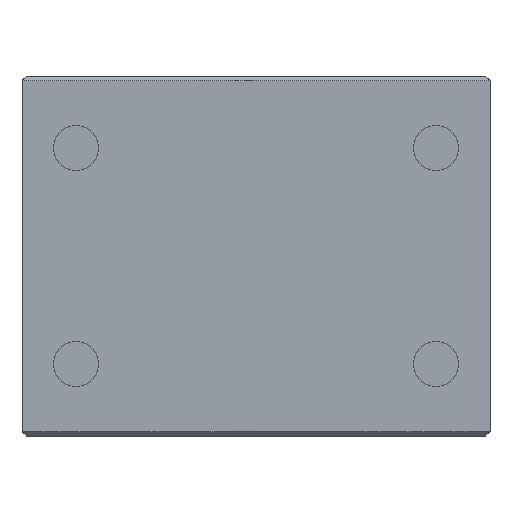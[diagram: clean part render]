
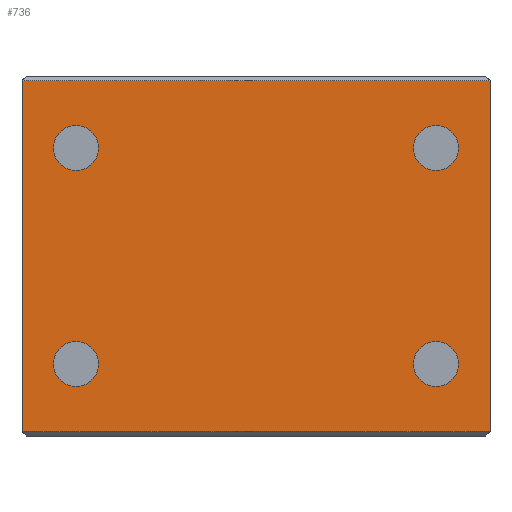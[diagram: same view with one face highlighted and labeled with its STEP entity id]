
A CAD part, front view. The second image highlights one B-rep face of the part: STEP entity #736.
In plain terms, the highlighted planar face has unit normal (0, -1, 0).
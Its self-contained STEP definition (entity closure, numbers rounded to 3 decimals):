
#32=FACE_BOUND('',#161,.T.);
#33=FACE_BOUND('',#162,.T.);
#34=FACE_BOUND('',#163,.T.);
#35=FACE_BOUND('',#164,.T.);
#72=PLANE('',#830);
#112=FACE_OUTER_BOUND('',#160,.T.);
#160=EDGE_LOOP('',(#631,#632,#633,#634));
#161=EDGE_LOOP('',(#635));
#162=EDGE_LOOP('',(#636));
#163=EDGE_LOOP('',(#637));
#164=EDGE_LOOP('',(#638));
#200=LINE('',#1176,#259);
#217=LINE('',#1235,#276);
#225=LINE('',#1249,#284);
#231=LINE('',#1260,#290);
#259=VECTOR('',#950,10.);
#276=VECTOR('',#1007,10.);
#284=VECTOR('',#1023,10.);
#290=VECTOR('',#1039,10.);
#299=CIRCLE('',#761,2.5);
#301=CIRCLE('',#765,2.5);
#303=CIRCLE('',#769,2.5);
#305=CIRCLE('',#773,2.5);
#323=VERTEX_POINT('',#1084);
#325=VERTEX_POINT('',#1091);
#327=VERTEX_POINT('',#1098);
#329=VERTEX_POINT('',#1105);
#352=VERTEX_POINT('',#1166);
#355=VERTEX_POINT('',#1174);
#376=VERTEX_POINT('',#1232);
#377=VERTEX_POINT('',#1234);
#387=EDGE_CURVE('',#323,#323,#299,.T.);
#390=EDGE_CURVE('',#325,#325,#301,.T.);
#393=EDGE_CURVE('',#327,#327,#303,.T.);
#396=EDGE_CURVE('',#329,#329,#305,.T.);
#427=EDGE_CURVE('',#355,#352,#200,.T.);
#456=EDGE_CURVE('',#377,#376,#217,.T.);
#464=EDGE_CURVE('',#377,#355,#225,.T.);
#470=EDGE_CURVE('',#352,#376,#231,.T.);
#631=ORIENTED_EDGE('',*,*,#464,.F.);
#632=ORIENTED_EDGE('',*,*,#456,.T.);
#633=ORIENTED_EDGE('',*,*,#470,.F.);
#634=ORIENTED_EDGE('',*,*,#427,.F.);
#635=ORIENTED_EDGE('',*,*,#387,.T.);
#636=ORIENTED_EDGE('',*,*,#390,.T.);
#637=ORIENTED_EDGE('',*,*,#393,.T.);
#638=ORIENTED_EDGE('',*,*,#396,.T.);
#736=ADVANCED_FACE('',(#112,#32,#33,#34,#35),#72,.T.);
#761=AXIS2_PLACEMENT_3D('',#1085,#851,#852);
#765=AXIS2_PLACEMENT_3D('',#1092,#860,#861);
#769=AXIS2_PLACEMENT_3D('',#1099,#869,#870);
#773=AXIS2_PLACEMENT_3D('',#1106,#878,#879);
#830=AXIS2_PLACEMENT_3D('',#1262,#1041,#1042);
#851=DIRECTION('center_axis',(0.,1.,0.));
#852=DIRECTION('ref_axis',(1.,0.,0.));
#860=DIRECTION('center_axis',(0.,1.,0.));
#861=DIRECTION('ref_axis',(1.,0.,0.));
#869=DIRECTION('center_axis',(0.,1.,0.));
#870=DIRECTION('ref_axis',(1.,0.,0.));
#878=DIRECTION('center_axis',(0.,1.,0.));
#879=DIRECTION('ref_axis',(1.,0.,0.));
#950=DIRECTION('',(0.,0.,1.));
#1007=DIRECTION('',(0.,0.,1.));
#1023=DIRECTION('',(-1.,0.,0.));
#1039=DIRECTION('',(1.,0.,0.));
#1041=DIRECTION('center_axis',(0.,-1.,0.));
#1042=DIRECTION('ref_axis',(1.,0.,0.));
#1084=CARTESIAN_POINT('',(-22.5,-20.,8.));
#1085=CARTESIAN_POINT('Origin',(-20.,-20.,8.));
#1091=CARTESIAN_POINT('',(17.5,-20.,8.));
#1092=CARTESIAN_POINT('Origin',(20.,-20.,8.));
#1098=CARTESIAN_POINT('',(-22.5,-20.,32.));
#1099=CARTESIAN_POINT('Origin',(-20.,-20.,32.));
#1105=CARTESIAN_POINT('',(17.5,-20.,32.));
#1106=CARTESIAN_POINT('Origin',(20.,-20.,32.));
#1166=CARTESIAN_POINT('',(-26.,-20.,39.5));
#1174=CARTESIAN_POINT('',(-26.,-20.,0.5));
#1176=CARTESIAN_POINT('',(-26.,-20.,0.));
#1232=CARTESIAN_POINT('',(26.,-20.,39.5));
#1234=CARTESIAN_POINT('',(26.,-20.,0.5));
#1235=CARTESIAN_POINT('',(26.,-20.,0.));
#1249=CARTESIAN_POINT('',(-13.,-20.,0.5));
#1260=CARTESIAN_POINT('',(-13.,-20.,39.5));
#1262=CARTESIAN_POINT('Origin',(-26.,-20.,0.));
